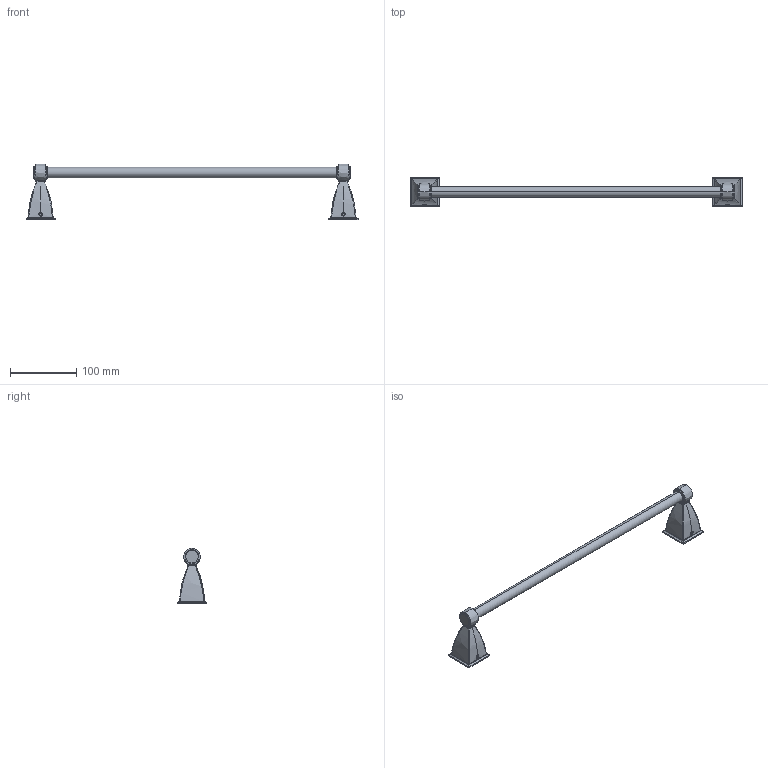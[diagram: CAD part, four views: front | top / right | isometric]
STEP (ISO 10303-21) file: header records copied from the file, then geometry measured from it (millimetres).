
FILE_DESCRIPTION((''),'2;1');
FILE_NAME('1802_WEB','2010-10-04T',('project'),(''),'PRO/ENGINEER BY PARAMETRIC TECHNOLOGY CORPORATION, 2009300','PRO/ENGINEER BY PARAMETRIC TECHNOLOGY CORPORATION, 2009300','');
FILE_SCHEMA(('CONFIG_CONTROL_DESIGN'));
Length unit declared in the file: inch
Products named in the file (1): 1802_WEB
Bounding box: 501.19 x 43.99 x 84.5 mm (x, y, z)
Surface area: 50280.7 mm2 (no closed solid volume)
Topology: 0 solids, 13 shells, 98 faces, 270 edges, 174 vertices
Faces by surface type: plane 36, cylinder 26, bspline 22, torus 8, cone 6
Entity records: 4730 total; most frequent: CARTESIAN_POINT 2472, ORIENTED_EDGE 438, DIRECTION 410, EDGE_CURVE 270, VERTEX_POINT 174, AXIS2_PLACEMENT_3D 150, VECTOR 110, LINE 110
